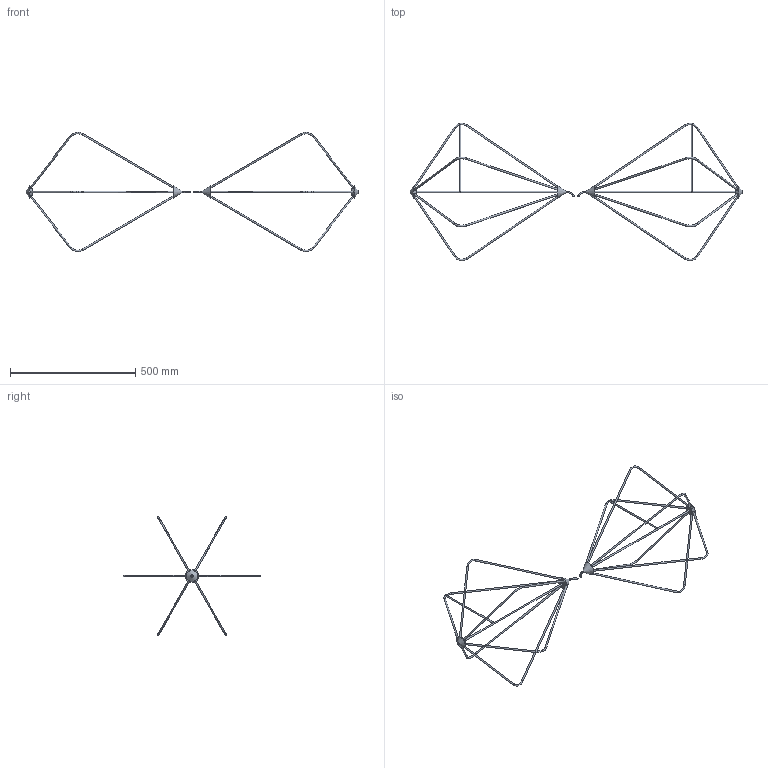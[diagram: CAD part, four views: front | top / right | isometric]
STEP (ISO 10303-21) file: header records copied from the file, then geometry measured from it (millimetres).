
FILE_DESCRIPTION(/* description */ (''),/* implementation_level */ '2;1');
FILE_NAME(/* name */ 'bicon_m_4p5mm_n1in.stp',/* time_stamp */ '2018-08-07T16:22:22-07:00',/* author */ ('User'),/* organization */ (''),/* preprocessor_version */ 'ST-DEVELOPER v17',/* originating_system */ 'Autodesk Inventor 2019',/* authorisation */ '');
FILE_SCHEMA (('AUTOMOTIVE_DESIGN { 1 0 10303 214 3 1 1 }'));
Length unit declared in the file: inch
Products named in the file (2): bicon_m; bicon_arm_nate
Assembly tree (2 placements, depth 2):
  bicon_m
    bicon_arm_nate  x2
Bounding box: 1327.68 x 550.17 x 477.24 mm (x, y, z)
Volume: 452476.5 mm3; surface area: 240925.9 mm2
Topology: 2 solids, 2 shells, 56 faces, 180 edges, 126 vertices
Faces by surface type: cylinder 28, torus 12, plane 8, cone 6, bspline 2
Full cylindrical faces by diameter (mm): 6.35 x28
Entity records: 1473 total; most frequent: CARTESIAN_POINT 558, DIRECTION 185, ORIENTED_EDGE 180, EDGE_CURVE 90, AXIS2_PLACEMENT_3D 83, VERTEX_POINT 63, CIRCLE 43, EDGE_LOOP 41
